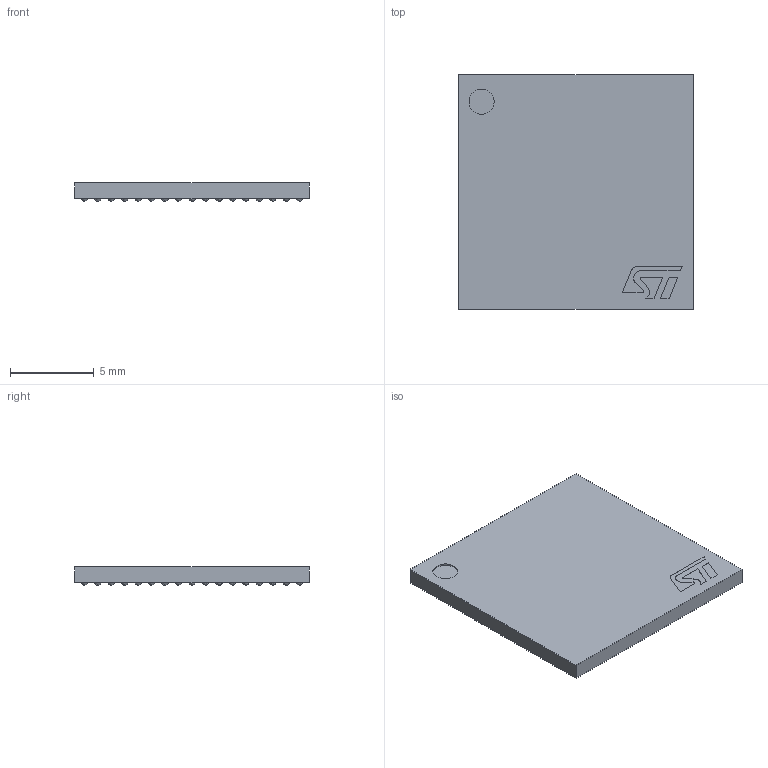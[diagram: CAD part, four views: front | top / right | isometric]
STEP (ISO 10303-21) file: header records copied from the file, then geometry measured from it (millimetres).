
FILE_DESCRIPTION(/* description */ (''),/* implementation_level */ '2;1');
FILE_NAME(/* name */ 'STMicroelectronics STM32H743XIH6.stp',/* time_stamp */ '2021-05-11T19:51:36-04:00',/* author */ ('Alx'),/* organization */ (''),/* preprocessor_version */ 'ST-DEVELOPER v18.1',/* originating_system */ 'Autodesk Inventor 2021',/* authorisation */ '');
FILE_SCHEMA (('AUTOMOTIVE_DESIGN { 1 0 10303 214 3 1 1 }'));
Length unit declared in the file: millimetre
Products named in the file (3): Ensamblaje3; Pieza14; Pieza16
Assembly tree (2 placements, depth 2):
  Ensamblaje3
    Pieza14
    Pieza16
Bounding box: 14 x 14 x 1.1 mm (x, y, z)
Volume: 189.1 mm3; surface area: 538.1 mm2
Topology: 269 solids, 269 shells, 834 faces, 949 edges, 654 vertices
Faces by surface type: plane 561, bspline 265, cylinder 8
Full cylindrical faces by diameter (mm): 1.5 x1
Entity records: 22266 total; most frequent: CARTESIAN_POINT 9332, DIRECTION 2972, ORIENTED_EDGE 1898, AXIS2_PLACEMENT_3D 1449, EDGE_CURVE 949, CIRCLE 875, EDGE_LOOP 835, FACE_OUTER_BOUND 834
